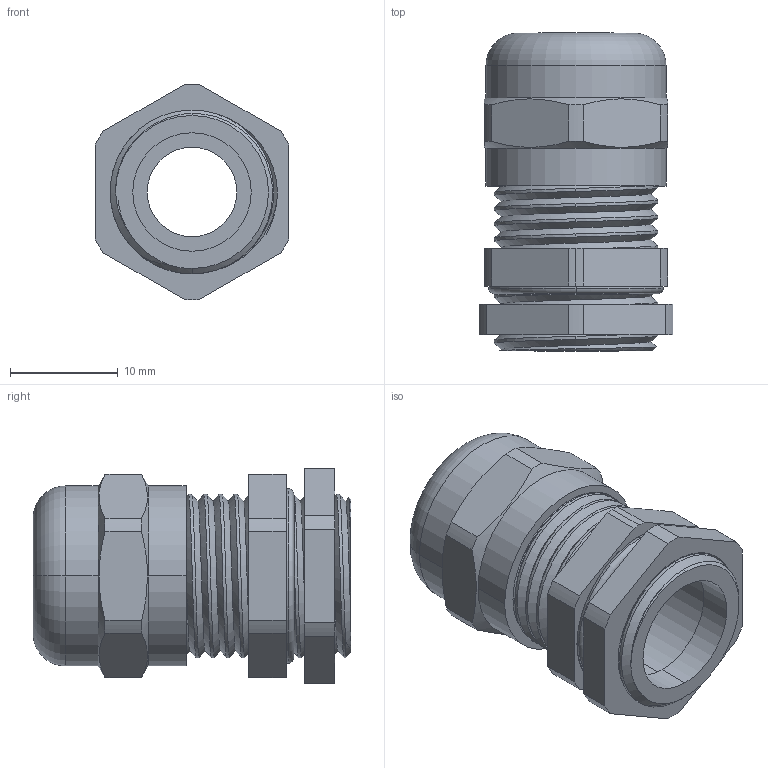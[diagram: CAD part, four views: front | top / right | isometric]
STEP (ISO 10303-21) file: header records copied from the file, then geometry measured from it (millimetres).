
FILE_DESCRIPTION (( 'STEP AP203' ), '1' );
FILE_NAME ('BSBCX-02.step', '2016-02-11T13:29:41', ( '' ), ( '' ), 'SwSTEP 2.0', 'SolidWorks 2015', '' );
FILE_SCHEMA (( 'CONFIG_CONTROL_DESIGN' ));
Length unit declared in the file: millimetre
Products named in the file (1): BSBCX-02
Bounding box: 18 x 29.5 x 20 mm (x, y, z)
Volume: 3398.7 mm3; surface area: 6639.4 mm2
Topology: 6 solids, 6 shells, 251 faces, 690 edges, 454 vertices
Faces by surface type: plane 136, cylinder 82, torus 14, bspline 10, cone 9
Entity records: 11291 total; most frequent: CARTESIAN_POINT 4981, ORIENTED_EDGE 1380, DIRECTION 1269, EDGE_CURVE 690, AXIS2_PLACEMENT_3D 468, VERTEX_POINT 454, VECTOR 333, LINE 333
